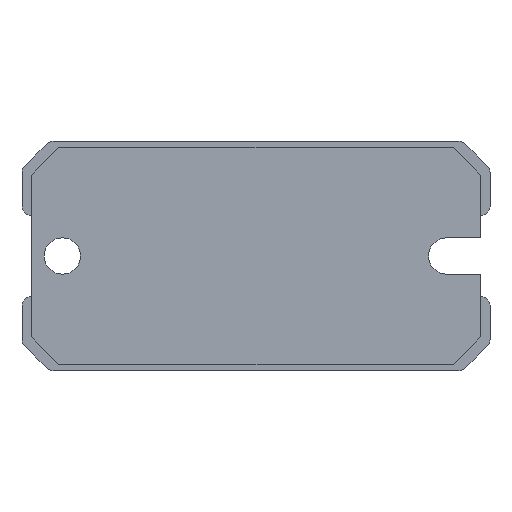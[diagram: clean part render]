
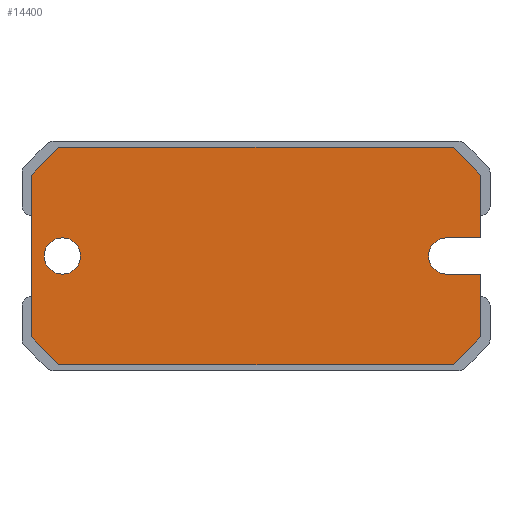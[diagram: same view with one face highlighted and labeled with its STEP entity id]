
A CAD part, front view. The second image highlights one B-rep face of the part: STEP entity #14400.
In plain terms, the highlighted planar face has unit normal (0, -1, 0).
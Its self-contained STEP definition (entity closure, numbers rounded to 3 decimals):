
#260 = VERTEX_POINT ( 'NONE', #5111 ) ;
#264 = EDGE_CURVE ( 'NONE', #3817, #8353, #12656, .T. ) ;
#306 = DIRECTION ( 'NONE',  ( 0., -1., 0. ) ) ;
#578 = EDGE_CURVE ( 'NONE', #10471, #13785, #1539, .T. ) ;
#592 = EDGE_CURVE ( 'NONE', #5717, #260, #11001, .T. ) ;
#807 = FACE_BOUND ( 'NONE', #9913, .T. ) ;
#881 = VERTEX_POINT ( 'NONE', #3129 ) ;
#979 = EDGE_CURVE ( 'NONE', #260, #5717, #11027, .T. ) ;
#1060 = VERTEX_POINT ( 'NONE', #12534 ) ;
#1168 = CARTESIAN_POINT ( 'NONE',  ( -33.927, -1.4, 18.7 ) ) ;
#1293 = CARTESIAN_POINT ( 'NONE',  ( -33.325, -1.4, 0. ) ) ;
#1435 = CARTESIAN_POINT ( 'NONE',  ( 38.7, -1.4, 3.125 ) ) ;
#1455 = LINE ( 'NONE', #5391, #16150 ) ;
#1539 = LINE ( 'NONE', #1615, #7347 ) ;
#1615 = CARTESIAN_POINT ( 'NONE',  ( 32.825, -1.4, -3.125 ) ) ;
#1686 = VECTOR ( 'NONE', #10841, 1000. ) ;
#1701 = EDGE_CURVE ( 'NONE', #3057, #2415, #2149, .T. ) ;
#2149 = LINE ( 'NONE', #7160, #11054 ) ;
#2184 = ORIENTED_EDGE ( 'NONE', *, *, #2781, .T. ) ;
#2186 = CARTESIAN_POINT ( 'NONE',  ( 38.7, -1.4, 13.927 ) ) ;
#2248 = DIRECTION ( 'NONE',  ( 1., 0., 0. ) ) ;
#2395 = AXIS2_PLACEMENT_3D ( 'NONE', #14742, #8607, #16118 ) ;
#2415 = VERTEX_POINT ( 'NONE', #1435 ) ;
#2514 = ORIENTED_EDGE ( 'NONE', *, *, #8751, .T. ) ;
#2540 = CARTESIAN_POINT ( 'NONE',  ( -33.927, -1.4, -18.7 ) ) ;
#2781 = EDGE_CURVE ( 'NONE', #8353, #6988, #3688, .T. ) ;
#2936 = VERTEX_POINT ( 'NONE', #2186 ) ;
#2955 = EDGE_CURVE ( 'NONE', #881, #4707, #12183, .T. ) ;
#3057 = VERTEX_POINT ( 'NONE', #15215 ) ;
#3095 = EDGE_CURVE ( 'NONE', #13785, #3057, #9270, .T. ) ;
#3129 = CARTESIAN_POINT ( 'NONE',  ( 33.927, -1.4, -18.7 ) ) ;
#3165 = ORIENTED_EDGE ( 'NONE', *, *, #578, .T. ) ;
#3536 = EDGE_LOOP ( 'NONE', ( #9824, #2184, #12461, #7328, #9593, #7238, #2514, #3165, #4488, #14566, #6851, #15384 ) ) ;
#3634 = LINE ( 'NONE', #4692, #1686 ) ;
#3688 = LINE ( 'NONE', #13763, #15013 ) ;
#3817 = VERTEX_POINT ( 'NONE', #11401 ) ;
#3853 = DIRECTION ( 'NONE',  ( 0., -1., 0. ) ) ;
#3932 = CARTESIAN_POINT ( 'NONE',  ( 38.7, -1.4, -3.125 ) ) ;
#4381 = CARTESIAN_POINT ( 'NONE',  ( 33.927, -1.4, -18.7 ) ) ;
#4488 = ORIENTED_EDGE ( 'NONE', *, *, #3095, .T. ) ;
#4692 = CARTESIAN_POINT ( 'NONE',  ( -38.7, -1.4, -13.927 ) ) ;
#4693 = CARTESIAN_POINT ( 'NONE',  ( 38.7, -1.4, 3.125 ) ) ;
#4707 = VERTEX_POINT ( 'NONE', #8074 ) ;
#4836 = PLANE ( 'NONE',  #2395 ) ;
#5011 = CARTESIAN_POINT ( 'NONE',  ( -33.927, -1.4, 18.7 ) ) ;
#5033 = DIRECTION ( 'NONE',  ( -1., 0., 0. ) ) ;
#5111 = CARTESIAN_POINT ( 'NONE',  ( -33.325, -1.4, -3.125 ) ) ;
#5228 = DIRECTION ( 'NONE',  ( -1., 0., 0. ) ) ;
#5351 = EDGE_CURVE ( 'NONE', #6988, #1060, #3634, .T. ) ;
#5391 = CARTESIAN_POINT ( 'NONE',  ( 38.7, -1.4, -13.927 ) ) ;
#5717 = VERTEX_POINT ( 'NONE', #10066 ) ;
#6029 = AXIS2_PLACEMENT_3D ( 'NONE', #1293, #3853, #12614 ) ;
#6158 = ORIENTED_EDGE ( 'NONE', *, *, #979, .F. ) ;
#6731 = LINE ( 'NONE', #10167, #7551 ) ;
#6851 = ORIENTED_EDGE ( 'NONE', *, *, #10919, .T. ) ;
#6917 = VECTOR ( 'NONE', #10859, 1000. ) ;
#6988 = VERTEX_POINT ( 'NONE', #8962 ) ;
#7160 = CARTESIAN_POINT ( 'NONE',  ( 38.7, -1.4, 3.125 ) ) ;
#7238 = ORIENTED_EDGE ( 'NONE', *, *, #2955, .T. ) ;
#7328 = ORIENTED_EDGE ( 'NONE', *, *, #11895, .T. ) ;
#7347 = VECTOR ( 'NONE', #5228, 1000. ) ;
#7551 = VECTOR ( 'NONE', #12709, 1000. ) ;
#8074 = CARTESIAN_POINT ( 'NONE',  ( 38.7, -1.4, -13.927 ) ) ;
#8353 = VERTEX_POINT ( 'NONE', #5011 ) ;
#8430 = VECTOR ( 'NONE', #13682, 1000. ) ;
#8452 = EDGE_CURVE ( 'NONE', #2936, #3817, #6731, .T. ) ;
#8607 = DIRECTION ( 'NONE',  ( 0., -1., 0. ) ) ;
#8751 = EDGE_CURVE ( 'NONE', #4707, #10471, #1455, .T. ) ;
#8962 = CARTESIAN_POINT ( 'NONE',  ( -38.7, -1.4, 13.927 ) ) ;
#9076 = DIRECTION ( 'NONE',  ( 0., 0., 1. ) ) ;
#9270 = CIRCLE ( 'NONE', #11128, 3.125 ) ;
#9446 = ORIENTED_EDGE ( 'NONE', *, *, #592, .F. ) ;
#9450 = AXIS2_PLACEMENT_3D ( 'NONE', #11580, #306, #13198 ) ;
#9593 = ORIENTED_EDGE ( 'NONE', *, *, #12700, .T. ) ;
#9620 = LINE ( 'NONE', #12084, #15661 ) ;
#9706 = LINE ( 'NONE', #4693, #13340 ) ;
#9824 = ORIENTED_EDGE ( 'NONE', *, *, #264, .T. ) ;
#9913 = EDGE_LOOP ( 'NONE', ( #9446, #6158 ) ) ;
#10066 = CARTESIAN_POINT ( 'NONE',  ( -33.325, -1.4, 3.125 ) ) ;
#10167 = CARTESIAN_POINT ( 'NONE',  ( 33.927, -1.4, 18.7 ) ) ;
#10471 = VERTEX_POINT ( 'NONE', #3932 ) ;
#10841 = DIRECTION ( 'NONE',  ( 0., 0., -1. ) ) ;
#10859 = DIRECTION ( 'NONE',  ( 0.707, 0., 0.707 ) ) ;
#10919 = EDGE_CURVE ( 'NONE', #2415, #2936, #9706, .T. ) ;
#11001 = CIRCLE ( 'NONE', #6029, 3.125 ) ;
#11027 = CIRCLE ( 'NONE', #9450, 3.125 ) ;
#11054 = VECTOR ( 'NONE', #13284, 1000. ) ;
#11128 = AXIS2_PLACEMENT_3D ( 'NONE', #15360, #14309, #14074 ) ;
#11184 = DIRECTION ( 'NONE',  ( 0., 0., 1. ) ) ;
#11401 = CARTESIAN_POINT ( 'NONE',  ( 33.927, -1.4, 18.7 ) ) ;
#11544 = VECTOR ( 'NONE', #5033, 1000. ) ;
#11580 = CARTESIAN_POINT ( 'NONE',  ( -33.325, -1.4, 0. ) ) ;
#11895 = EDGE_CURVE ( 'NONE', #1060, #12731, #14643, .T. ) ;
#12084 = CARTESIAN_POINT ( 'NONE',  ( -33.927, -1.4, -18.7 ) ) ;
#12183 = LINE ( 'NONE', #4381, #6917 ) ;
#12461 = ORIENTED_EDGE ( 'NONE', *, *, #5351, .T. ) ;
#12534 = CARTESIAN_POINT ( 'NONE',  ( -38.7, -1.4, -13.927 ) ) ;
#12614 = DIRECTION ( 'NONE',  ( 0., 0., -1. ) ) ;
#12656 = LINE ( 'NONE', #1168, #11544 ) ;
#12700 = EDGE_CURVE ( 'NONE', #12731, #881, #9620, .T. ) ;
#12709 = DIRECTION ( 'NONE',  ( -0.707, 0., 0.707 ) ) ;
#12731 = VERTEX_POINT ( 'NONE', #2540 ) ;
#13198 = DIRECTION ( 'NONE',  ( 0., 0., -1. ) ) ;
#13284 = DIRECTION ( 'NONE',  ( 1., 0., 0. ) ) ;
#13340 = VECTOR ( 'NONE', #11184, 1000. ) ;
#13444 = CARTESIAN_POINT ( 'NONE',  ( -33.927, -1.4, -18.7 ) ) ;
#13682 = DIRECTION ( 'NONE',  ( 0.707, 0., -0.707 ) ) ;
#13687 = DIRECTION ( 'NONE',  ( -0.707, 0., -0.707 ) ) ;
#13763 = CARTESIAN_POINT ( 'NONE',  ( -33.927, -1.4, 18.7 ) ) ;
#13785 = VERTEX_POINT ( 'NONE', #14993 ) ;
#14074 = DIRECTION ( 'NONE',  ( 0., 0., -1. ) ) ;
#14309 = DIRECTION ( 'NONE',  ( 0., 1., 0. ) ) ;
#14400 = ADVANCED_FACE ( 'NONE', ( #14823, #807 ), #4836, .T. ) ;
#14566 = ORIENTED_EDGE ( 'NONE', *, *, #1701, .T. ) ;
#14643 = LINE ( 'NONE', #13444, #8430 ) ;
#14742 = CARTESIAN_POINT ( 'NONE',  ( 32.825, -1.4, 0. ) ) ;
#14823 = FACE_OUTER_BOUND ( 'NONE', #3536, .T. ) ;
#14993 = CARTESIAN_POINT ( 'NONE',  ( 32.825, -1.4, -3.125 ) ) ;
#15013 = VECTOR ( 'NONE', #13687, 1000. ) ;
#15215 = CARTESIAN_POINT ( 'NONE',  ( 32.825, -1.4, 3.125 ) ) ;
#15360 = CARTESIAN_POINT ( 'NONE',  ( 32.825, -1.4, 0. ) ) ;
#15384 = ORIENTED_EDGE ( 'NONE', *, *, #8452, .T. ) ;
#15661 = VECTOR ( 'NONE', #2248, 1000. ) ;
#16118 = DIRECTION ( 'NONE',  ( 0., 0., -1. ) ) ;
#16150 = VECTOR ( 'NONE', #9076, 1000. ) ;
